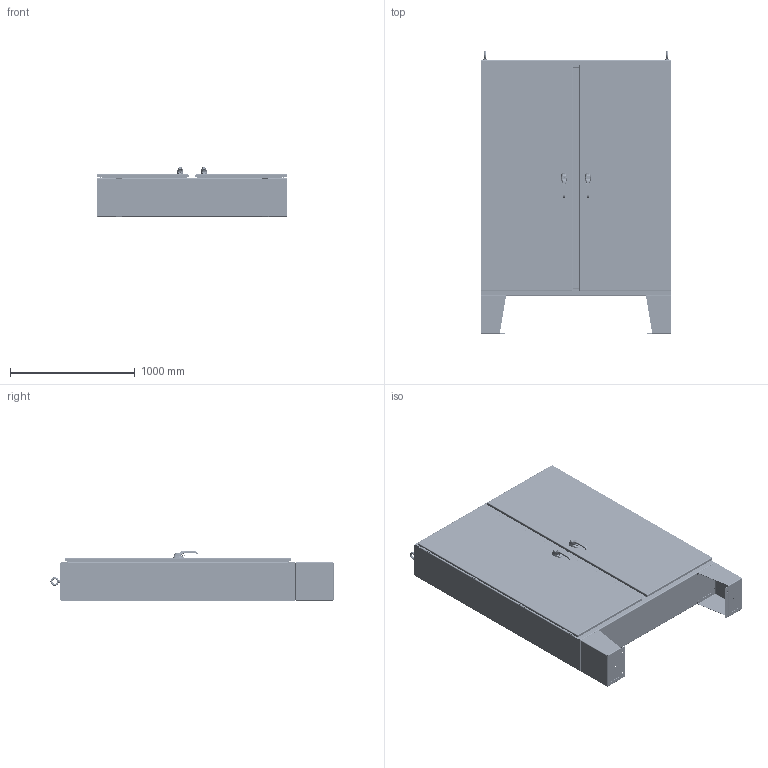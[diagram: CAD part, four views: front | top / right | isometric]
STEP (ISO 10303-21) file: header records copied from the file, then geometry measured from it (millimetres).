
FILE_DESCRIPTION(/* description */ ('WRD, N4/IP66, FM, 2-DOOR, 3PT, CRS, 74x60x12'),/* implementation_level */ '2;1');
FILE_NAME(/* name */ 'WRD746012N4D3PT.stp',/* time_stamp */ '2021-03-22T16:25:06-05:00',/* author */ ('mraetz'),/* organization */ (''),/* preprocessor_version */ 'ST-DEVELOPER v18.1',/* originating_system */ 'Autodesk Inventor 2020',/* authorisation */ '');
FILE_SCHEMA (('AUTOMOTIVE_DESIGN { 1 0 10303 214 3 1 1 }'));
Products named in the file (63): WRD746012N4D3PT; WRD746012N4D3PTBTB; WRD74N4D3PTMLR; WRD74N4D3PTRML; WRD7460N4D3PTLDR; WRD7460N4D3PTRDR; WRD7460N4D3PTFIP; FK1212; FK1212LG; FK12B; 30626; 38625; 38627; 3889; HFW3878; HFW303131; HFW303132; HFW316407; 30221; 349132; HFW3025; 316298; HFW328201_WRD_HINGE_ASSM; HFW328201KN; HFW328201HR; HFW372218; HFW390108; HFW328201PIN; HFW328201POMCLIP; HFW328202; 32450; 1108-U49_ASM; 1108-23-1; 1108-27; 1108-24; 1108-25; 1000-277-01; LARGE_DOOR_ROD_ASSM-37027; HFW31712; 1091-903_AF0 ...
Assembly tree (129 placements, depth 5):
  WRD746012N4D3PT
    WRD746012N4D3PTBTB
    WRD74N4D3PTMLR
    WRD74N4D3PTRML
    WRD7460N4D3PTLDR
    WRD7460N4D3PTRDR
    WRD7460N4D3PTFIP  x2
    FK1212  x2
      FK1212LG
      FK12B
    30626  x2
    38625  x2
    38627
    3889  x8
    HFW3878  x2
    38846  x8
    HFW303131  x2
    HFW303132  x2
    HFW316407  x2
    30221  x8
    349132  x2
    HFW3025  x2
    316298  x2
    HFW328201_WRD_HINGE_ASSM  x8
      HFW328201KN
      HFW328201HR
      HFW372218
      HFW390108
      HFW328201PIN
      HFW328201POMCLIP
    HFW328202  x8
    32450  x2
    1108-U49_ASM  x2
      1108-23-1
      1108-27
      1108-24
      1108-25
    1000-277-01  x2
    LARGE_DOOR_ROD_ASSM-37027  x2
      HFW31712
        1091-903_AF0
          1091-903_AF0_1
          1091-903_AF0_2
        PLASTIC-ROLLER-CAM_AF0_ASM
          PLASTIC-ROLLER-CAM_AF1
          7379-M6-8X25_AF0
          LOCK-NUT_AF0
        SUPPORT-ROLL_AF0
        1091-BR11_AF0
      37027
      ANSI B18.6.3 - 3/8-16 UNC - 1.75
      HFW3762
      31215
      3862
    WRD7412N4D3PTLRS  x2
    HFW312002  x4
      CP10184202R01_Standard
        CP10184202R01_Deep Recess
        CP10184202R03 MODIFY
      CP10184202R02
Bounding box: 1527.38 x 2266.86 x 396.69 mm (x, y, z)
Volume: 29210773.6 mm3; surface area: 21036766.1 mm2
Topology: 204 solids, 3166 shells, 9766 faces, 31394 edges, 25022 vertices
Faces by surface type: plane 3970, cylinder 3212, bspline 1068, torus 690, cone 562, sphere 264
Full cylindrical faces by diameter (mm): 1.5 x4, 3.5 x4, 3.9 x2, 3.969 x8, 4 x2, 4.2 x4, 4.5 x4, 4.632 x176, 4.773 x4, 4.953 x16, 5 x10, 5.08 x16, 5.105 x64, 5.16 x40, 6 x8, 6.075 x56, 6.128 x4, 6.172 x4, 6.35 x240, 6.41 x4, 6.535 x32, 6.756 x24, 7.137 x6, 7.144 x4, 7.48 x16, 7.938 x4, 8 x2, 8.153 x4, 8.2 x2, 8.382 x16
Entity records: 225928 total; most frequent: CARTESIAN_POINT 115410, DIRECTION 20626, ORIENTED_EDGE 17284, EDGE_CURVE 12014, VERTEX_POINT 10087, AXIS2_PLACEMENT_3D 7434, LINE 5758, VECTOR 5758
